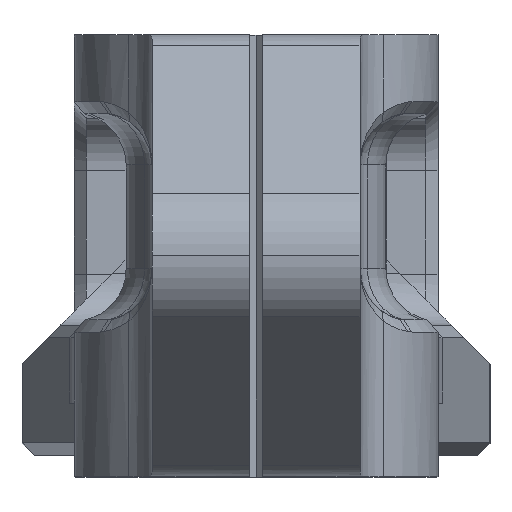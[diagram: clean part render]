
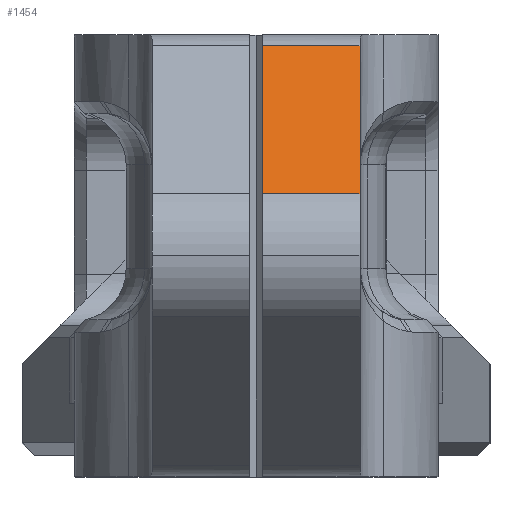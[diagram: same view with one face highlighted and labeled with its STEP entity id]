
A CAD part, top view. The second image highlights one B-rep face of the part: STEP entity #1454.
In plain terms, the highlighted planar face has unit normal (0, 0.788, 0.616).
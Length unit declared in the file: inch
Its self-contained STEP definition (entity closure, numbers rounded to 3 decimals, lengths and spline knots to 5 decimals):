
#421 = CARTESIAN_POINT ( 'NONE',  ( 0.25, 4.15348, 3.24782 ) ) ;
#442 = VERTEX_POINT ( 'NONE', #8942 ) ;
#722 = DIRECTION ( 'NONE',  ( 0., 0.616, -0.788 ) ) ;
#1454 = ADVANCED_FACE ( 'NONE', ( #7953 ), #6498, .T. ) ;
#1455 = LINE ( 'NONE', #8685, #7228 ) ;
#1509 = DIRECTION ( 'NONE',  ( 0., 0.616, -0.788 ) ) ;
#1818 = CARTESIAN_POINT ( 'NONE',  ( 0.0165, 0.41097, 8.03393 ) ) ;
#1870 = CARTESIAN_POINT ( 'NONE',  ( 0.0165, 0.05395, 8.4905 ) ) ;
#1960 = VERTEX_POINT ( 'NONE', #1818 ) ;
#2347 = DIRECTION ( 'NONE',  ( -1., 0., 0. ) ) ;
#2441 = LINE ( 'NONE', #8560, #4992 ) ;
#2466 = EDGE_CURVE ( 'NONE', #442, #1960, #6702, .T. ) ;
#2720 = ORIENTED_EDGE ( 'NONE', *, *, #2466, .T. ) ;
#2812 = CARTESIAN_POINT ( 'NONE',  ( 0.0165, 0.41097, 8.03393 ) ) ;
#3407 = LINE ( 'NONE', #3882, #6422 ) ;
#3409 = ORIENTED_EDGE ( 'NONE', *, *, #6484, .F. ) ;
#3882 = CARTESIAN_POINT ( 'NONE',  ( 0.0165, 4.15348, 3.24782 ) ) ;
#4563 = EDGE_CURVE ( 'NONE', #5525, #5024, #1455, .T. ) ;
#4793 = ORIENTED_EDGE ( 'NONE', *, *, #8091, .T. ) ;
#4992 = VECTOR ( 'NONE', #722, 39.37008 ) ;
#5024 = VERTEX_POINT ( 'NONE', #1870 ) ;
#5036 = DIRECTION ( 'NONE',  ( 0., -0.616, 0.788 ) ) ;
#5525 = VERTEX_POINT ( 'NONE', #7759 ) ;
#5724 = VECTOR ( 'NONE', #2347, 39.37008 ) ;
#6318 = AXIS2_PLACEMENT_3D ( 'NONE', #421, #9228, #5036 ) ;
#6422 = VECTOR ( 'NONE', #1509, 39.37008 ) ;
#6484 = EDGE_CURVE ( 'NONE', #5024, #1960, #3407, .T. ) ;
#6498 = PLANE ( 'NONE',  #6318 ) ;
#6702 = LINE ( 'NONE', #2812, #5724 ) ;
#7228 = VECTOR ( 'NONE', #9793, 39.37008 ) ;
#7759 = CARTESIAN_POINT ( 'NONE',  ( 0.25, 0.05395, 8.4905 ) ) ;
#7953 = FACE_OUTER_BOUND ( 'NONE', #9624, .T. ) ;
#7969 = ORIENTED_EDGE ( 'NONE', *, *, #4563, .F. ) ;
#8091 = EDGE_CURVE ( 'NONE', #5525, #442, #2441, .T. ) ;
#8560 = CARTESIAN_POINT ( 'NONE',  ( 0.25, 4.15348, 3.24782 ) ) ;
#8685 = CARTESIAN_POINT ( 'NONE',  ( 0.25, 0.05395, 8.4905 ) ) ;
#8942 = CARTESIAN_POINT ( 'NONE',  ( 0.25, 0.41097, 8.03393 ) ) ;
#9228 = DIRECTION ( 'NONE',  ( 0., 0.788, 0.616 ) ) ;
#9624 = EDGE_LOOP ( 'NONE', ( #4793, #2720, #3409, #7969 ) ) ;
#9793 = DIRECTION ( 'NONE',  ( -1., 0., 0. ) ) ;
